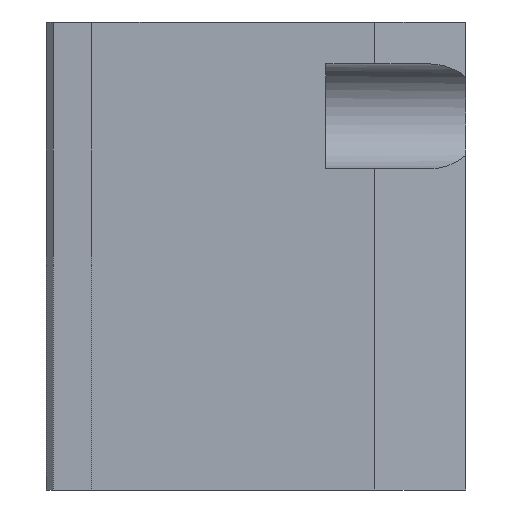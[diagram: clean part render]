
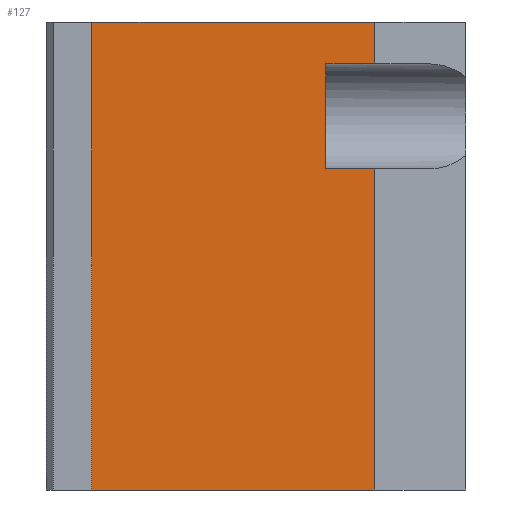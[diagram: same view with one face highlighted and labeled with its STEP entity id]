
A CAD part, left-side view. The second image highlights one B-rep face of the part: STEP entity #127.
In plain terms, the highlighted planar face has unit normal (-1, 0, 0).
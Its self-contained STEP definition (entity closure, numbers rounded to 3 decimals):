
#127 = ADVANCED_FACE( '', ( #273 ), #274, .F. );
#273 = FACE_OUTER_BOUND( '', #422, .T. );
#274 = PLANE( '', #423 );
#422 = EDGE_LOOP( '', ( #701, #702, #703, #704, #705, #706, #707, #708 ) );
#423 = AXIS2_PLACEMENT_3D( '', #709, #710, #711 );
#701 = ORIENTED_EDGE( '', *, *, #812, .F. );
#702 = ORIENTED_EDGE( '', *, *, #877, .F. );
#703 = ORIENTED_EDGE( '', *, *, #878, .F. );
#704 = ORIENTED_EDGE( '', *, *, #800, .T. );
#705 = ORIENTED_EDGE( '', *, *, #865, .T. );
#706 = ORIENTED_EDGE( '', *, *, #850, .F. );
#707 = ORIENTED_EDGE( '', *, *, #846, .F. );
#708 = ORIENTED_EDGE( '', *, *, #822, .T. );
#709 = CARTESIAN_POINT( '', ( -38., 53.5, 67. ) );
#710 = DIRECTION( '', ( 1., 0., 0. ) );
#711 = DIRECTION( '', ( 0., 0., -1. ) );
#800 = EDGE_CURVE( '', #944, #942, #945, .T. );
#812 = EDGE_CURVE( '', #964, #965, #966, .T. );
#822 = EDGE_CURVE( '', #977, #965, #979, .T. );
#846 = EDGE_CURVE( '', #977, #1016, #1017, .T. );
#850 = EDGE_CURVE( '', #1016, #1021, #1022, .T. );
#865 = EDGE_CURVE( '', #942, #1021, #1042, .T. );
#877 = EDGE_CURVE( '', #1057, #964, #1058, .T. );
#878 = EDGE_CURVE( '', #944, #1057, #1059, .T. );
#942 = VERTEX_POINT( '', #1136 );
#944 = VERTEX_POINT( '', #1139 );
#945 = LINE( '', #1140, #1141 );
#964 = VERTEX_POINT( '', #1168 );
#965 = VERTEX_POINT( '', #1169 );
#966 = LINE( '', #1170, #1171 );
#977 = VERTEX_POINT( '', #1186 );
#979 = LINE( '', #1189, #1190 );
#1016 = VERTEX_POINT( '', #1287 );
#1017 = LINE( '', #1288, #1289 );
#1021 = VERTEX_POINT( '', #1294 );
#1022 = LINE( '', #1295, #1296 );
#1042 = LINE( '', #1322, #1323 );
#1057 = VERTEX_POINT( '', #1343 );
#1058 = LINE( '', #1344, #1345 );
#1059 = LINE( '', #1346, #1347 );
#1136 = CARTESIAN_POINT( '', ( -38., 53.5, 0. ) );
#1139 = CARTESIAN_POINT( '', ( -38., 53.5, 67. ) );
#1140 = CARTESIAN_POINT( '', ( -38., 53.5, 67. ) );
#1141 = VECTOR( '', #1405, 1000. );
#1168 = CARTESIAN_POINT( '', ( -38., 13., 61. ) );
#1169 = CARTESIAN_POINT( '', ( -38., 20., 61. ) );
#1170 = CARTESIAN_POINT( '', ( -38., 53.5, 61. ) );
#1171 = VECTOR( '', #1417, 1000. );
#1186 = CARTESIAN_POINT( '', ( -38., 20., 46. ) );
#1189 = CARTESIAN_POINT( '', ( -38., 20., 67. ) );
#1190 = VECTOR( '', #1426, 1000. );
#1287 = CARTESIAN_POINT( '', ( -38., 13., 46. ) );
#1288 = CARTESIAN_POINT( '', ( -38., 53.5, 46. ) );
#1289 = VECTOR( '', #1460, 1000. );
#1294 = CARTESIAN_POINT( '', ( -38., 13., 0. ) );
#1295 = CARTESIAN_POINT( '', ( -38., 13., 67. ) );
#1296 = VECTOR( '', #1462, 1000. );
#1322 = CARTESIAN_POINT( '', ( -38., 53.5, 0. ) );
#1323 = VECTOR( '', #1478, 1000. );
#1343 = CARTESIAN_POINT( '', ( -38., 13., 67. ) );
#1344 = CARTESIAN_POINT( '', ( -38., 13., 67. ) );
#1345 = VECTOR( '', #1490, 1000. );
#1346 = CARTESIAN_POINT( '', ( -38., 53.5, 67. ) );
#1347 = VECTOR( '', #1491, 1000. );
#1405 = DIRECTION( '', ( 0., 0., -1. ) );
#1417 = DIRECTION( '', ( 0., 1., 0. ) );
#1426 = DIRECTION( '', ( 0., 0., 1. ) );
#1460 = DIRECTION( '', ( 0., -1., 0. ) );
#1462 = DIRECTION( '', ( 0., 0., -1. ) );
#1478 = DIRECTION( '', ( 0., -1., 0. ) );
#1490 = DIRECTION( '', ( 0., 0., -1. ) );
#1491 = DIRECTION( '', ( 0., -1., 0. ) );
